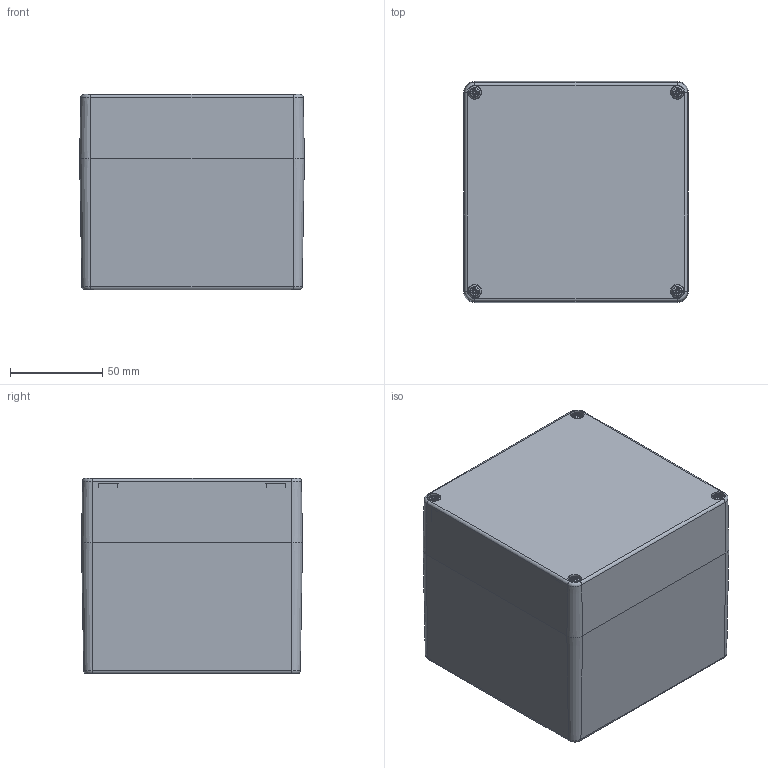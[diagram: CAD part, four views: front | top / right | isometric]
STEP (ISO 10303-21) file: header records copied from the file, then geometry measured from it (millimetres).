
FILE_DESCRIPTION((''),'2;1');
FILE_NAME('0402104800-MBT_121211-K_VE.stp','2015-12-22T14:44:38',('robin.rentz'),(''),'Autodesk Inventor 2012','Autodesk Inventor 2012','');
FILE_SCHEMA(('AUTOMOTIVE_DESIGN { 1 2 10303 214 0 1 1 1 }'));
Length unit declared in the file: millimetre
Products named in the file (6): 0402104800-MBT_121211-K_VE; 0401104602-UT_121270-6N_VE; 0302104401-OT_121235-K_VE; xxx-O-Ring--OT--MBM-MBT_121235; 1990000007 M4 Gewindebuchse; 1990000003 Schrauben A2 BM4x45
Assembly tree (11 placements, depth 2):
  0402104800-MBT_121211-K_VE
    0401104602-UT_121270-6N_VE
    0302104401-OT_121235-K_VE
    xxx-O-Ring--OT--MBM-MBT_121235
    1990000007 M4 Gewindebuchse  x4
    1990000003 Schrauben A2 BM4x45  x4
Bounding box: 122 x 120 x 106.03 mm (x, y, z)
Volume: 278911 mm3; surface area: 183134.7 mm2
Topology: 11 solids, 11 shells, 1669 faces, 4038 edges, 2444 vertices
Faces by surface type: plane 611, cylinder 440, cone 368, torus 206, bspline 40, sphere 4
Full cylindrical faces by diameter (mm): 3.242 x4, 3.3 x4, 4 x4, 4.4 x4, 4.5 x8, 4.8 x4, 5.1 x4, 6.8 x4, 7 x4, 7.3 x4, 7.5 x4
Entity records: 25474 total; most frequent: CARTESIAN_POINT 5541, DIRECTION 4452, ORIENTED_EDGE 3914, EDGE_CURVE 1957, AXIS2_PLACEMENT_3D 1834, VERTEX_POINT 1235, EDGE_LOOP 1008, CIRCLE 969
